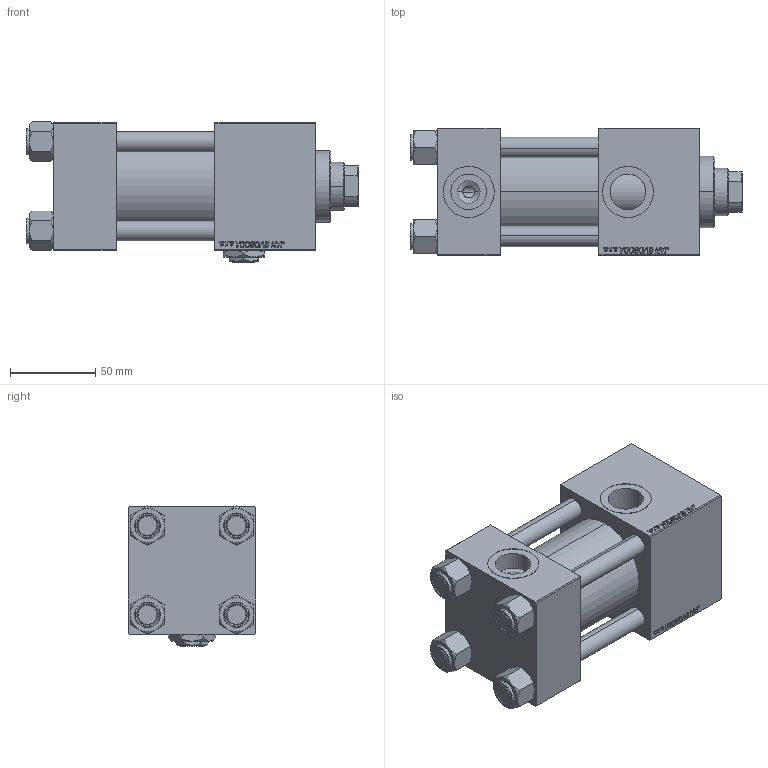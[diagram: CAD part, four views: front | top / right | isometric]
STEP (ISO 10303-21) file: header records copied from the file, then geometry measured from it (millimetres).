
FILE_DESCRIPTION (( 'STEP AP203' ), '1' );
FILE_NAME ('4c77.STEP', '2023-08-23T06:38:48', ( '' ), ( '' ), 'SwSTEP 2.0', 'SolidWorks 2019', '' );
FILE_SCHEMA (( 'CONFIG_CONTROL_DESIGN' ));
Length unit declared in the file: millimetre
Products named in the file (7): V215CR_C_TYCINKA dba0a5673a11e7ae2cdc2223cb6196d6; Zatka_pro_OIL_PORT dba0a5673a11e7ae2cdc2223cb6196d6; NUT_M5_C dba0a5673a11e7ae2cdc2223cb6196d6; 4c77; V215_VC_A dba0a5673a11e7ae2cdc2223cb6196d6; V215CR_VCP_C dba0a5673a11e7ae2cdc2223cb6196d6; V215CR_C_Body dba0a5673a11e7ae2cdc2223cb6196d6
Assembly tree (12 placements, depth 2):
  4c77
    V215CR_C_Body dba0a5673a11e7ae2cdc2223cb6196d6
    V215CR_VCP_C dba0a5673a11e7ae2cdc2223cb6196d6
    NUT_M5_C dba0a5673a11e7ae2cdc2223cb6196d6  x4
    V215CR_C_TYCINKA dba0a5673a11e7ae2cdc2223cb6196d6  x4
    V215_VC_A dba0a5673a11e7ae2cdc2223cb6196d6
    Zatka_pro_OIL_PORT dba0a5673a11e7ae2cdc2223cb6196d6
Bounding box: 195 x 75 x 82.27 mm (x, y, z)
Volume: 665643.7 mm3; surface area: 152911.5 mm2
Topology: 12 solids, 12 shells, 1195 faces, 2983 edges, 1931 vertices
Faces by surface type: plane 549, bspline 392, cone 156, cylinder 90, torus 8
Entity records: 51904 total; most frequent: CARTESIAN_POINT 27693, ORIENTED_EDGE 5458, DIRECTION 3491, EDGE_CURVE 2729, VERTEX_POINT 1787, LINE 1629, VECTOR 1629, EDGE_LOOP 1208
